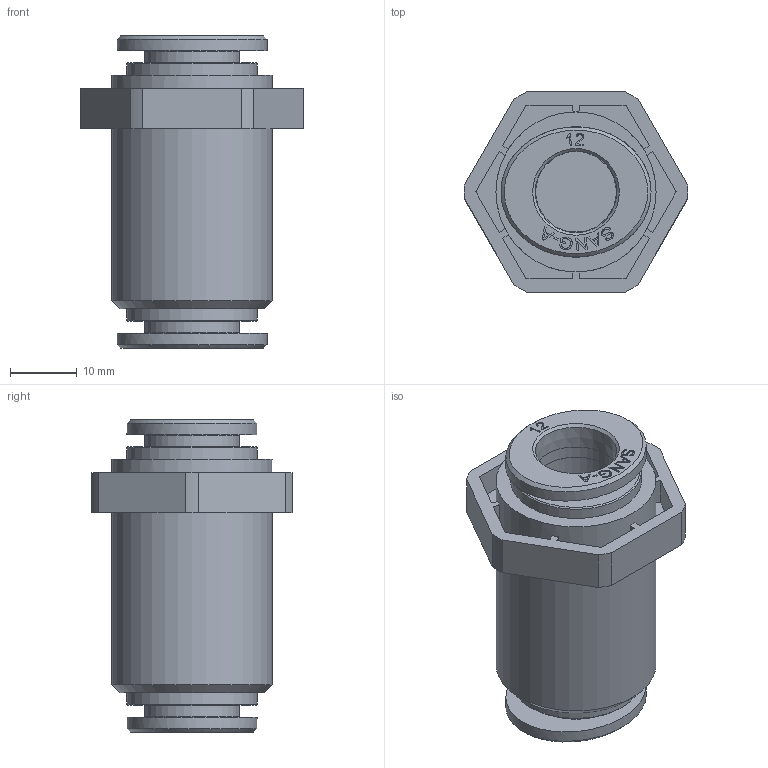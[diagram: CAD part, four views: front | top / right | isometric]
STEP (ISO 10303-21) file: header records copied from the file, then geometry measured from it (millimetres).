
FILE_DESCRIPTION((''),'2;1');
FILE_NAME('HR-PPM 12.stp','2020-03-19T17:13:54',('user'),(''),'Autodesk Inventor 2013','Autodesk Inventor 2013','');
FILE_SCHEMA(('AUTOMOTIVE_DESIGN { 1 0 10303 214 1 1 1 1 }'));
Length unit declared in the file: millimetre
Products named in the file (5): 조립품2 (세부 수준1); HR-PPM 12 BODY; HR-COLLAR 12; HR-Collar 12L(SUS); HR-SLEEVE 12
Assembly tree (5 placements, depth 3):
  조립품2 (세부 수준1)
    HR-PPM 12 BODY
    HR-COLLAR 12  x2
      HR-Collar 12L(SUS)
      HR-SLEEVE 12
Bounding box: 33.49 x 30 x 46.8 mm (x, y, z)
Volume: 15178.3 mm3; surface area: 8961.9 mm2
Topology: 5 solids, 5 shells, 283 faces, 736 edges, 489 vertices
Faces by surface type: plane 178, bspline 80, cylinder 16, cone 9
Full cylindrical faces by diameter (mm): 12.18 x2, 12.2 x2, 14.2 x2, 19.6 x2, 24 x2
Entity records: 5508 total; most frequent: CARTESIAN_POINT 1522, ORIENTED_EDGE 844, DIRECTION 664, EDGE_CURVE 422, VECTOR 300, LINE 300, VERTEX_POINT 288, EDGE_LOOP 200
